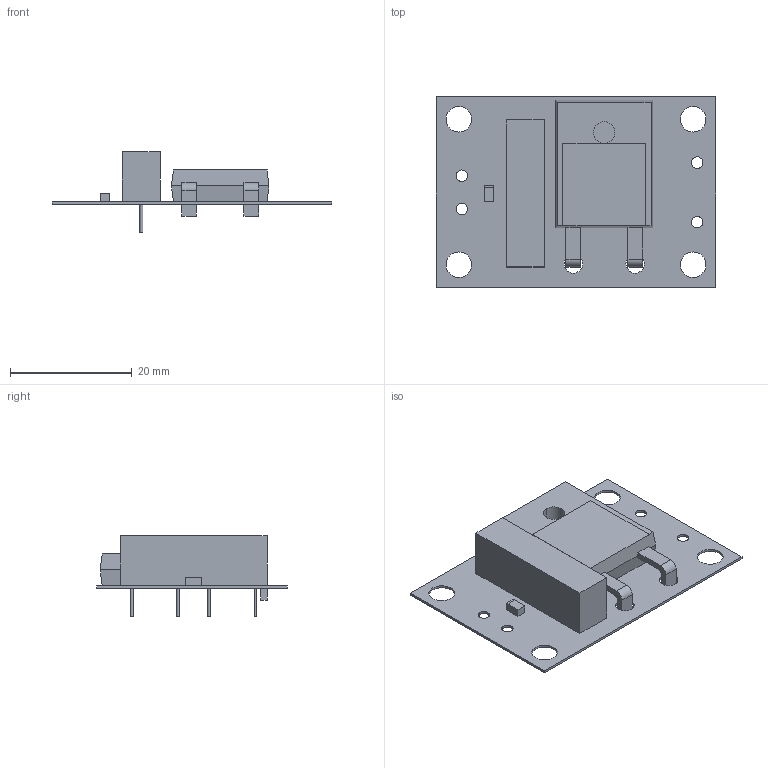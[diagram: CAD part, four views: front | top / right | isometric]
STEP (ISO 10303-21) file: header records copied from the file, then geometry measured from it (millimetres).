
FILE_DESCRIPTION(('Open CASCADE Model'),'2;1');
FILE_NAME('Open CASCADE Shape Model','2023-01-10T13:39:45',('Author'),( 'Open CASCADE'),'Open CASCADE STEP processor 7.5','Open CASCADE 7.5' ,'Unknown');
FILE_SCHEMA(('AUTOMOTIVE_DESIGN { 1 0 10303 214 1 1 1 1 }'));
Length unit declared in the file: millimetre
Products named in the file (14): PCB; Board; Open CASCADE STEP translator 7.5 2.1.1; K1; 6062536768; Body; Leads; R1 3K3; Ohmite TEH 100 Series; D1; 6135225472; Extruded; 6135225072
Assembly tree (13 placements, depth 4):
  PCB
    Board
      Open CASCADE STEP translator 7.5 2.1.1
    K1
      6062536768
        Body
        Leads
    R1 3K3
      Ohmite TEH 100 Series
    D1
      6135225472
        Extruded
      6135225072
        Extruded
Bounding box: 45.85 x 31.24 x 13.23 mm (x, y, z)
Volume: 3470 mm3; surface area: 4838.8 mm2
Topology: 9 solids, 9 shells, 85 faces, 196 edges, 128 vertices
Faces by surface type: plane 61, cylinder 24
Full cylindrical faces by diameter (mm): 0.46 x4, 0.66 x4, 1.904 x4, 3.048 x2, 4.2 x4
Entity records: 2937 total; most frequent: DIRECTION 442, CARTESIAN_POINT 423, ORIENTED_EDGE 392, EDGE_CURVE 196, LINE 148, VECTOR 148, AXIS2_PLACEMENT_3D 147, VERTEX_POINT 128
